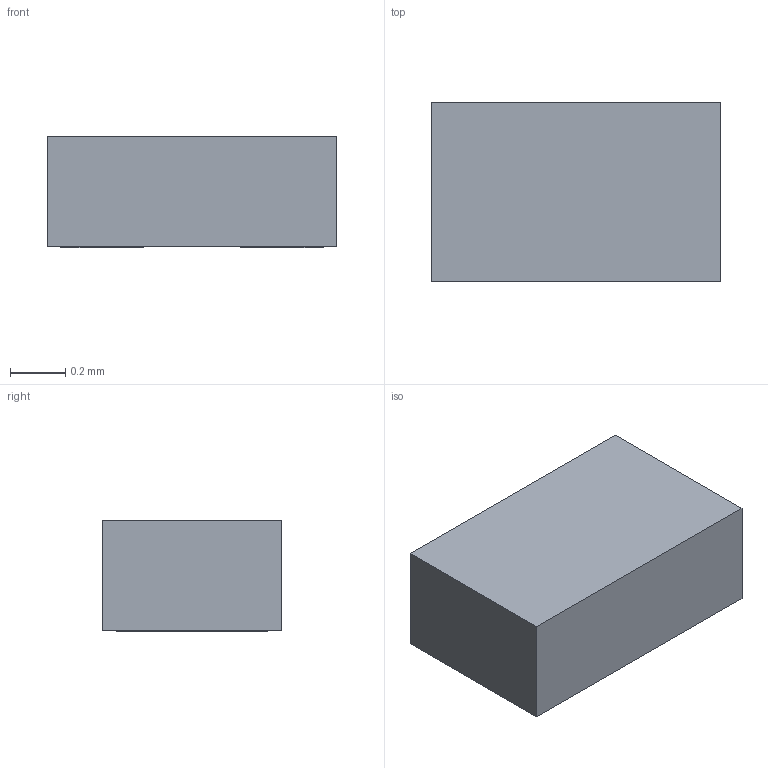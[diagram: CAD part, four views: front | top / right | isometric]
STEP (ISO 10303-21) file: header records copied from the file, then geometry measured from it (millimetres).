
FILE_DESCRIPTION(('Open CASCADE Model'),'2;1');
FILE_NAME('Open CASCADE Shape Model','2016-08-09T08:22:04',('Author'),( 'Open CASCADE'),'Open CASCADE STEP processor 6.8','Open CASCADE 6.8' ,'Unknown');
FILE_SCHEMA(('AUTOMOTIVE_DESIGN_CC2 { 1 2 10303 214 -1 1 5 4 }'));
Length unit declared in the file: millimetre
Products named in the file (4): DFN65P100X40-3L.step; Body; bigPin; smallPine
Assembly tree (4 placements, depth 2):
  DFN65P100X40-3L.step
    Body
    bigPin
    smallPine  x2
Bounding box: 1.05 x 0.65 x 0.4 mm (x, y, z)
Volume: 0.3 mm3; surface area: 3.3 mm2
Topology: 4 solids, 4 shells, 24 faces, 48 edges, 32 vertices
Faces by surface type: plane 24
Entity records: 1028 total; most frequent: CARTESIAN_POINT 155, DIRECTION 154, LINE 108, VECTOR 108, ORIENTED_EDGE 72, PCURVE 72, DEFINITIONAL_REPRESENTATION 72, EDGE_CURVE 36
